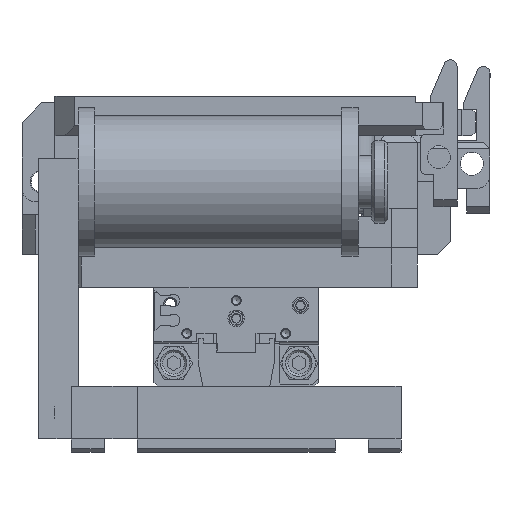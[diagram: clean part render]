
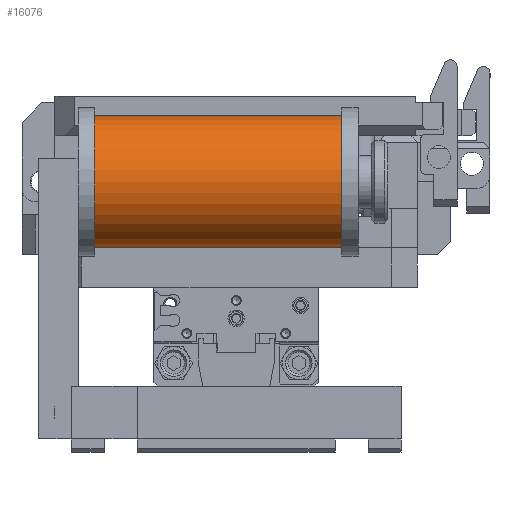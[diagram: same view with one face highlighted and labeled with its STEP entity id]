
A CAD part, left-side view. The second image highlights one B-rep face of the part: STEP entity #16076.
In plain terms, the highlighted cylindrical face has radius 20 mm (diameter 40 mm), a full revolution.
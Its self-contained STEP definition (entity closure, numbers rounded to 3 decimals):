
#4031=CYLINDRICAL_SURFACE('',#17827,20.);
#4600=FACE_BOUND('',#7079,.T.);
#5559=FACE_OUTER_BOUND('',#7078,.T.);
#7078=EDGE_LOOP('',(#14927));
#7079=EDGE_LOOP('',(#14928));
#7819=CIRCLE('',#17823,20.);
#7821=CIRCLE('',#17828,20.);
#9229=VERTEX_POINT('',#27108);
#9231=VERTEX_POINT('',#27115);
#11140=EDGE_CURVE('',#9229,#9229,#7819,.T.);
#11142=EDGE_CURVE('',#9231,#9231,#7821,.T.);
#14927=ORIENTED_EDGE('',*,*,#11140,.F.);
#14928=ORIENTED_EDGE('',*,*,#11142,.F.);
#16076=ADVANCED_FACE('',(#5559,#4600),#4031,.T.);
#17823=AXIS2_PLACEMENT_3D('',#27109,#22434,#22435);
#17827=AXIS2_PLACEMENT_3D('',#27114,#22442,#22443);
#17828=AXIS2_PLACEMENT_3D('',#27116,#22444,#22445);
#22434=DIRECTION('center_axis',(1.,0.,0.));
#22435=DIRECTION('ref_axis',(0.,1.,0.));
#22442=DIRECTION('center_axis',(1.,0.,0.));
#22443=DIRECTION('ref_axis',(0.,1.,0.));
#22444=DIRECTION('center_axis',(-1.,0.,0.));
#22445=DIRECTION('ref_axis',(0.,1.,0.));
#27108=CARTESIAN_POINT('',(80.,-20.,0.));
#27109=CARTESIAN_POINT('Origin',(80.,0.,0.));
#27114=CARTESIAN_POINT('Origin',(5.,0.,0.));
#27115=CARTESIAN_POINT('',(5.,-20.,0.));
#27116=CARTESIAN_POINT('Origin',(5.,0.,0.));
